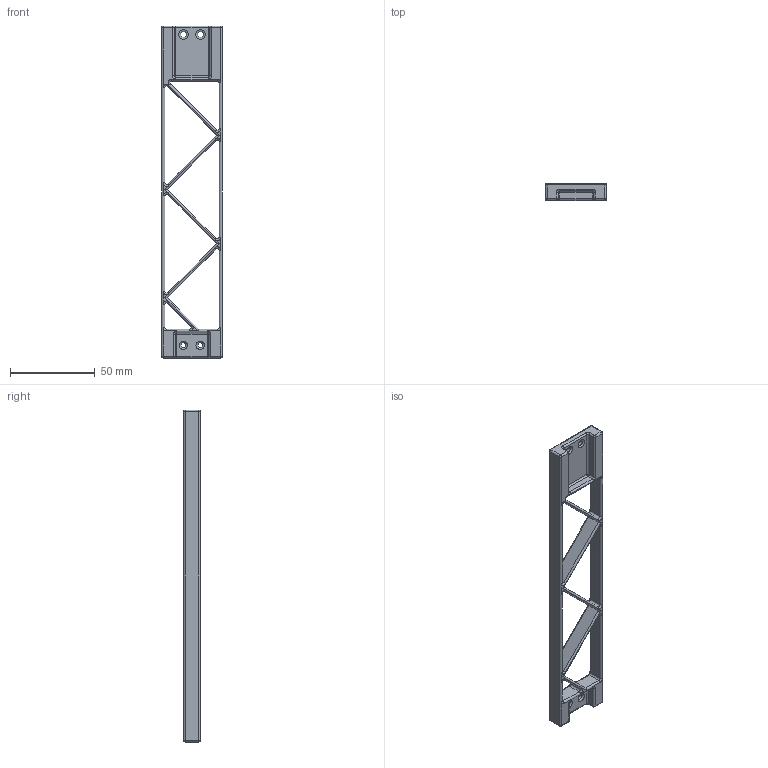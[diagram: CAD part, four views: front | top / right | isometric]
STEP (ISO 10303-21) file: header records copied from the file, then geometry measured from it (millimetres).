
FILE_DESCRIPTION(/* description */ (''),/* implementation_level */ '2;1');
FILE_NAME(/* name */ 'Az_pivot_frameA.step',/* time_stamp */ '2020-09-09T10:23:56-04:00',/* author */ (''),/* organization */ (''),/* preprocessor_version */ 'ST-DEVELOPER v18.1',/* originating_system */ 'Autodesk Translation Framework v9.3.0.1241',/* authorisation */ '');
FILE_SCHEMA (('AUTOMOTIVE_DESIGN { 1 0 10303 214 3 1 1 }'));
Length unit declared in the file: millimetre
Products named in the file (1): FusionComponent
Bounding box: 36 x 10 x 196 mm (x, y, z)
Volume: 22019.3 mm3; surface area: 16732.4 mm2
Topology: 1 solids, 1 shells, 184 faces, 428 edges, 234 vertices
Faces by surface type: cylinder 78, plane 46, torus 44, sphere 16
Full cylindrical faces by diameter (mm): 3 x2, 3.5 x2
Entity records: 5234 total; most frequent: DIRECTION 1032, ORIENTED_EDGE 856, CARTESIAN_POINT 847, EDGE_CURVE 428, AXIS2_PLACEMENT_3D 419, VERTEX_POINT 234, CIRCLE 224, LINE 194
